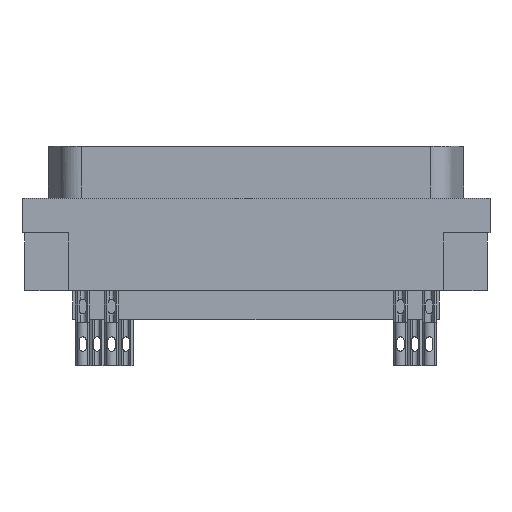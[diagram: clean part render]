
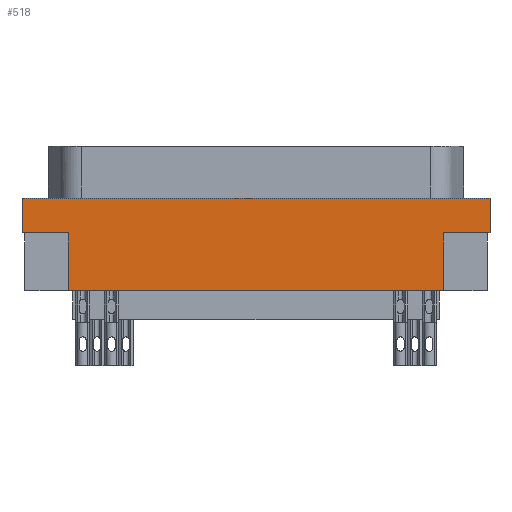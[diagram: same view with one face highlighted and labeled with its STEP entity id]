
A CAD part, front view. The second image highlights one B-rep face of the part: STEP entity #518.
In plain terms, the highlighted planar face has unit normal (0, -1, 0).
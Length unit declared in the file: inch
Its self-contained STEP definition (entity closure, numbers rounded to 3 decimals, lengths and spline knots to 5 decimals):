
#518=ADVANCED_FACE('',(#1047),#748,.T.);
#748=PLANE('',#5820);
#1047=FACE_OUTER_BOUND('',#1383,.T.);
#1383=EDGE_LOOP('',(#3095,#3096,#3097,#3098,#3099,#3100,#3101,#3102));
#3095=ORIENTED_EDGE('',*,*,#4628,.F.);
#3096=ORIENTED_EDGE('',*,*,#4627,.T.);
#3097=ORIENTED_EDGE('',*,*,#4614,.T.);
#3098=ORIENTED_EDGE('',*,*,#4599,.T.);
#3099=ORIENTED_EDGE('',*,*,#4610,.T.);
#3100=ORIENTED_EDGE('',*,*,#4601,.T.);
#3101=ORIENTED_EDGE('',*,*,#4605,.T.);
#3102=ORIENTED_EDGE('',*,*,#4629,.F.);
#3733=VERTEX_POINT('',#10766);
#3734=VERTEX_POINT('',#10771);
#3735=VERTEX_POINT('',#10781);
#3736=VERTEX_POINT('',#10786);
#3739=VERTEX_POINT('',#10802);
#3743=VERTEX_POINT('',#10850);
#3754=VERTEX_POINT('',#10911);
#3755=VERTEX_POINT('',#10925);
#4599=EDGE_CURVE('',#3733,#3734,#5482,.T.);
#4601=EDGE_CURVE('',#3736,#3735,#5484,.T.);
#4605=EDGE_CURVE('',#3735,#3739,#5488,.T.);
#4610=EDGE_CURVE('',#3734,#3736,#5493,.T.);
#4614=EDGE_CURVE('',#3743,#3733,#5497,.T.);
#4627=EDGE_CURVE('',#3754,#3743,#5510,.T.);
#4628=EDGE_CURVE('',#3754,#3755,#5511,.T.);
#4629=EDGE_CURVE('',#3755,#3739,#5512,.T.);
#5482=B_SPLINE_CURVE_WITH_KNOTS('',3,(#10772,#10773,#10774,#10775),.UNSPECIFIED.,
.F.,.F.,(4,4),(0.,1.),.UNSPECIFIED.);
#5484=B_SPLINE_CURVE_WITH_KNOTS('',3,(#10782,#10783,#10784,#10785),.UNSPECIFIED.,
.F.,.F.,(4,4),(0.,1.),.UNSPECIFIED.);
#5488=B_SPLINE_CURVE_WITH_KNOTS('',3,(#10803,#10804,#10805,#10806),.UNSPECIFIED.,
.F.,.F.,(4,4),(0.,1.),.UNSPECIFIED.);
#5493=B_SPLINE_CURVE_WITH_KNOTS('',3,(#10827,#10828,#10829,#10830),.UNSPECIFIED.,
.F.,.F.,(4,4),(0.,1.),.UNSPECIFIED.);
#5497=B_SPLINE_CURVE_WITH_KNOTS('',3,(#10846,#10847,#10848,#10849),.UNSPECIFIED.,
.F.,.F.,(4,4),(0.,1.),.UNSPECIFIED.);
#5510=B_SPLINE_CURVE_WITH_KNOTS('',3,(#10916,#10917,#10918,#10919),.UNSPECIFIED.,
.F.,.F.,(4,4),(0.,1.),.UNSPECIFIED.);
#5511=B_SPLINE_CURVE_WITH_KNOTS('',3,(#10921,#10922,#10923,#10924),.UNSPECIFIED.,
.F.,.F.,(4,4),(0.,1.),.UNSPECIFIED.);
#5512=B_SPLINE_CURVE_WITH_KNOTS('',3,(#10926,#10927,#10928,#10929),.UNSPECIFIED.,
.F.,.F.,(4,4),(0.,1.),.UNSPECIFIED.);
#5820=AXIS2_PLACEMENT_3D('',#10930,#6418,#6419);
#6418=DIRECTION('',(0.,-1.,0.));
#6419=DIRECTION('',(1.,0.,0.));
#10766=CARTESIAN_POINT('',(-0.65,-0.18,0.2));
#10771=CARTESIAN_POINT('',(-0.65,-0.18,0.));
#10772=CARTESIAN_POINT('',(-0.65,-0.18,0.2));
#10773=CARTESIAN_POINT('',(-0.65,-0.18,0.13333));
#10774=CARTESIAN_POINT('',(-0.65,-0.18,0.06667));
#10775=CARTESIAN_POINT('',(-0.65,-0.18,0.));
#10781=CARTESIAN_POINT('',(0.65,-0.18,0.2));
#10782=CARTESIAN_POINT('',(0.65,-0.18,0.));
#10783=CARTESIAN_POINT('',(0.65,-0.18,0.06667));
#10784=CARTESIAN_POINT('',(0.65,-0.18,0.13333));
#10785=CARTESIAN_POINT('',(0.65,-0.18,0.2));
#10786=CARTESIAN_POINT('',(0.65,-0.18,0.));
#10802=CARTESIAN_POINT('',(0.81,-0.18,0.2));
#10803=CARTESIAN_POINT('',(0.65,-0.18,0.2));
#10804=CARTESIAN_POINT('',(0.70333,-0.18,0.2));
#10805=CARTESIAN_POINT('',(0.75667,-0.18,0.2));
#10806=CARTESIAN_POINT('',(0.81,-0.18,0.2));
#10827=CARTESIAN_POINT('',(-0.65,-0.18,0.));
#10828=CARTESIAN_POINT('',(-0.21667,-0.18,0.));
#10829=CARTESIAN_POINT('',(0.21667,-0.18,0.));
#10830=CARTESIAN_POINT('',(0.65,-0.18,0.));
#10846=CARTESIAN_POINT('',(-0.81,-0.18,0.2));
#10847=CARTESIAN_POINT('',(-0.75667,-0.18,0.2));
#10848=CARTESIAN_POINT('',(-0.70333,-0.18,0.2));
#10849=CARTESIAN_POINT('',(-0.65,-0.18,0.2));
#10850=CARTESIAN_POINT('',(-0.81,-0.18,0.2));
#10911=CARTESIAN_POINT('',(-0.81,-0.18,0.32));
#10916=CARTESIAN_POINT('',(-0.81,-0.18,0.32));
#10917=CARTESIAN_POINT('',(-0.81,-0.18,0.28));
#10918=CARTESIAN_POINT('',(-0.81,-0.18,0.24));
#10919=CARTESIAN_POINT('',(-0.81,-0.18,0.2));
#10921=CARTESIAN_POINT('',(-0.81,-0.18,0.32));
#10922=CARTESIAN_POINT('',(-0.27,-0.18,0.32));
#10923=CARTESIAN_POINT('',(0.27,-0.18,0.32));
#10924=CARTESIAN_POINT('',(0.81,-0.18,0.32));
#10925=CARTESIAN_POINT('',(0.81,-0.18,0.32));
#10926=CARTESIAN_POINT('',(0.81,-0.18,0.32));
#10927=CARTESIAN_POINT('',(0.81,-0.18,0.28));
#10928=CARTESIAN_POINT('',(0.81,-0.18,0.24));
#10929=CARTESIAN_POINT('',(0.81,-0.18,0.2));
#10930=CARTESIAN_POINT('',(-0.8424,-0.18,-0.0064));
